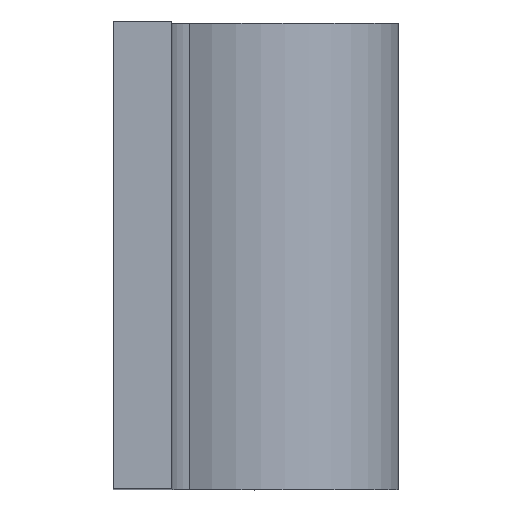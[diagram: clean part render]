
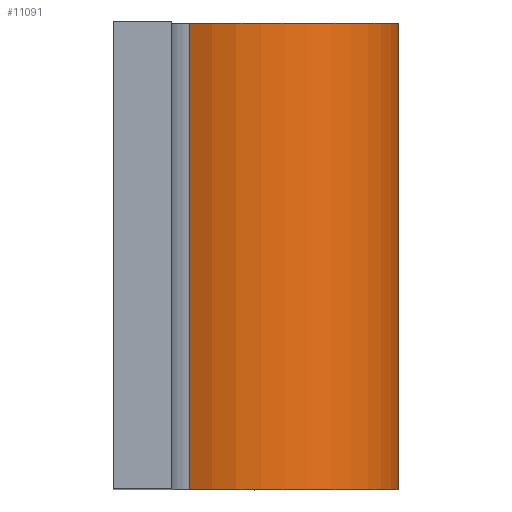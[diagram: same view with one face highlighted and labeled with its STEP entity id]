
A CAD part, top view. The second image highlights one B-rep face of the part: STEP entity #11091.
In plain terms, the highlighted cylindrical face has radius 12.25 mm (diameter 24.5 mm), a partial arc.
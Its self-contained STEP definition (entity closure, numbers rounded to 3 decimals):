
#104 = CARTESIAN_POINT ( 'NONE',  ( 0., -20., 0. ) ) ;
#1152 = CIRCLE ( 'NONE', #12302, 12.25 ) ;
#1282 = CARTESIAN_POINT ( 'NONE',  ( -5.75, 20., 10.817 ) ) ;
#1738 = AXIS2_PLACEMENT_3D ( 'NONE', #9248, #12268, #11148 ) ;
#1877 = CARTESIAN_POINT ( 'NONE',  ( -12.25, 20., 0. ) ) ;
#1952 = ORIENTED_EDGE ( 'NONE', *, *, #5721, .F. ) ;
#2365 = EDGE_CURVE ( 'NONE', #12747, #5053, #1152, .T. ) ;
#2587 = EDGE_LOOP ( 'NONE', ( #5368, #1952, #10079, #12297 ) ) ;
#2592 = DIRECTION ( 'NONE',  ( 0., 1., 0. ) ) ;
#2814 = CARTESIAN_POINT ( 'NONE',  ( 0., 20., 0. ) ) ;
#3648 = VECTOR ( 'NONE', #9770, 1000. ) ;
#3742 = VERTEX_POINT ( 'NONE', #5145 ) ;
#3809 = LINE ( 'NONE', #1877, #11484 ) ;
#3841 = DIRECTION ( 'NONE',  ( 0., 1., 0. ) ) ;
#4545 = CIRCLE ( 'NONE', #8771, 12.25 ) ;
#5053 = VERTEX_POINT ( 'NONE', #7676 ) ;
#5145 = CARTESIAN_POINT ( 'NONE',  ( -5.75, 20., 10.817 ) ) ;
#5368 = ORIENTED_EDGE ( 'NONE', *, *, #2365, .T. ) ;
#5578 = CARTESIAN_POINT ( 'NONE',  ( -12.25, 20., 0. ) ) ;
#5721 = EDGE_CURVE ( 'NONE', #10829, #5053, #3809, .T. ) ;
#5857 = DIRECTION ( 'NONE',  ( 0., 0., -1. ) ) ;
#6383 = LINE ( 'NONE', #1282, #3648 ) ;
#7054 = DIRECTION ( 'NONE',  ( 0., -1., 0. ) ) ;
#7174 = EDGE_CURVE ( 'NONE', #3742, #12747, #6383, .T. ) ;
#7669 = CARTESIAN_POINT ( 'NONE',  ( -5.75, -20., 10.817 ) ) ;
#7676 = CARTESIAN_POINT ( 'NONE',  ( -12.25, -20., 0. ) ) ;
#7905 = FACE_OUTER_BOUND ( 'NONE', #2587, .T. ) ;
#8771 = AXIS2_PLACEMENT_3D ( 'NONE', #2814, #3841, #11012 ) ;
#9248 = CARTESIAN_POINT ( 'NONE',  ( 0., 20., 0. ) ) ;
#9770 = DIRECTION ( 'NONE',  ( 0., -1., 0. ) ) ;
#10079 = ORIENTED_EDGE ( 'NONE', *, *, #12848, .F. ) ;
#10829 = VERTEX_POINT ( 'NONE', #5578 ) ;
#11012 = DIRECTION ( 'NONE',  ( 0., 0., -1. ) ) ;
#11091 = ADVANCED_FACE ( 'NONE', ( #7905 ), #12203, .T. ) ;
#11148 = DIRECTION ( 'NONE',  ( 0., 0., -1. ) ) ;
#11484 = VECTOR ( 'NONE', #7054, 1000. ) ;
#12203 = CYLINDRICAL_SURFACE ( 'NONE', #1738, 12.25 ) ;
#12268 = DIRECTION ( 'NONE',  ( 0., -1., 0. ) ) ;
#12297 = ORIENTED_EDGE ( 'NONE', *, *, #7174, .T. ) ;
#12302 = AXIS2_PLACEMENT_3D ( 'NONE', #104, #2592, #5857 ) ;
#12747 = VERTEX_POINT ( 'NONE', #7669 ) ;
#12848 = EDGE_CURVE ( 'NONE', #3742, #10829, #4545, .T. ) ;
